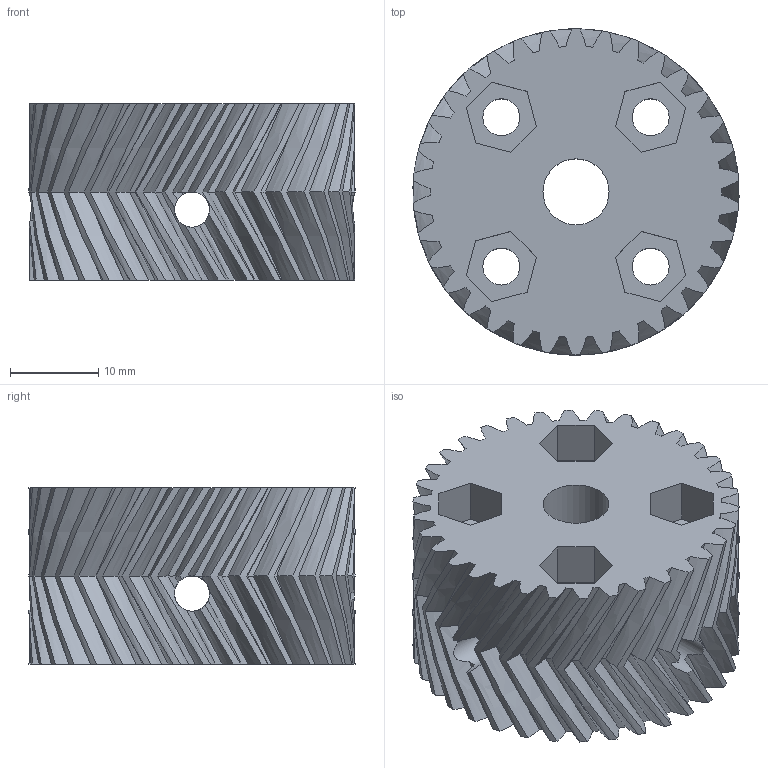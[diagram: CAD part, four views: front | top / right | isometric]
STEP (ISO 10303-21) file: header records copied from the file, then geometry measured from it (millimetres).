
FILE_DESCRIPTION(/* description */ (''),/* implementation_level */ '2;1');
FILE_NAME(/* name */ '',/* time_stamp */ '2026-01-15T00:12:20+03:00',/* author */ ('GameHD'),/* organization */ (''),/* preprocessor_version */ 'ST-DEVELOPER v20.1',/* originating_system */ 'Autodesk Inventor 2026',/* authorisation */ '');
FILE_SCHEMA (('AUTOMOTIVE_DESIGN { 1 0 10303 214 3 1 1 }'));
Length unit declared in the file: millimetre
Products named in the file (1): шестерня ответная 
2.0 кб 25-26_MIR_MIR2
Bounding box: 37.05 x 37.07 x 20 mm (x, y, z)
Volume: 12265.5 mm3; surface area: 8632.5 mm2
Topology: 1 solids, 1 shells, 303 faces, 835 edges, 535 vertices
Faces by surface type: bspline 220, cylinder 51, plane 32
Full cylindrical faces by diameter (mm): 4 x4, 4.2 x4, 7.5 x1, 17 x1, 32 x1
Entity records: 13599 total; most frequent: CARTESIAN_POINT 6497, ORIENTED_EDGE 1670, DIRECTION 1050, EDGE_CURVE 835, VERTEX_POINT 535, AXIS2_PLACEMENT_3D 482, B_SPLINE_CURVE_WITH_KNOTS 351, EDGE_LOOP 322
